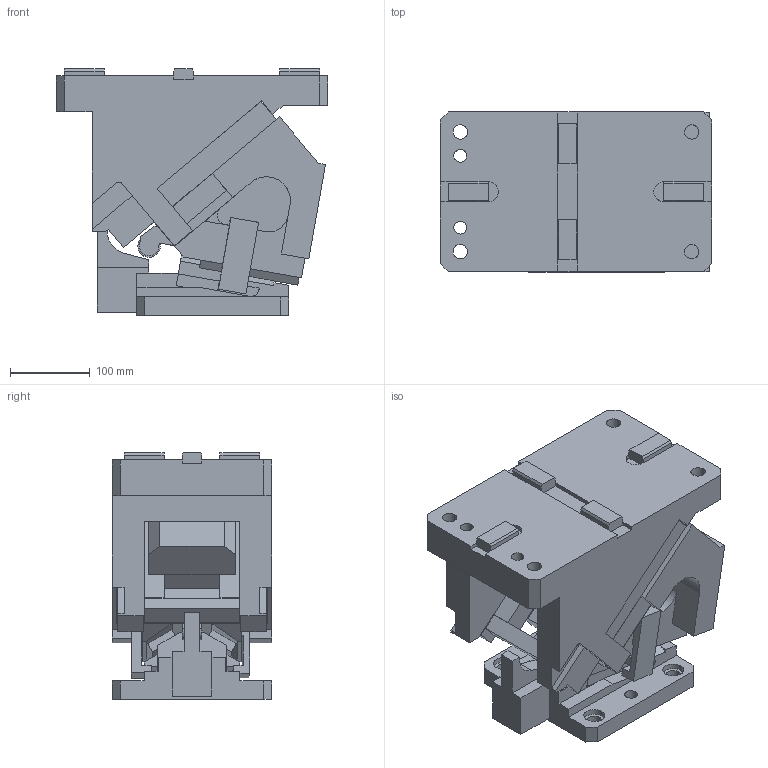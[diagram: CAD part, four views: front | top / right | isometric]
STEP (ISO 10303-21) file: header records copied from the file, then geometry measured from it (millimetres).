
FILE_DESCRIPTION(('CATIA V5 STEP Exchange'),'2;1');
FILE_NAME('CACN_200_10.stp','2015-04-27T09:43:55+00:00',('none'),('none'),'CATIA Version 5 Release 19 SP 2 (IN-10)','CATIA V5 STEP AP203','none');
FILE_SCHEMA(('CONFIG_CONTROL_DESIGN'));
Length unit declared in the file: millimetre
Products named in the file (1): CACN_200_10
Bounding box: 340 x 200 x 309 mm (x, y, z)
Volume: 11713823.8 mm3; surface area: 792835.5 mm2
Topology: 3 solids, 3 shells, 377 faces, 1071 edges, 707 vertices
Faces by surface type: plane 293, cylinder 84
Entity records: 13352 total; most frequent: CARTESIAN_POINT 4011, ORIENTED_EDGE 2142, DIRECTION 1548, EDGE_CURVE 1071, VECTOR 898, LINE 898, VERTEX_POINT 707, EDGE_LOOP 412
